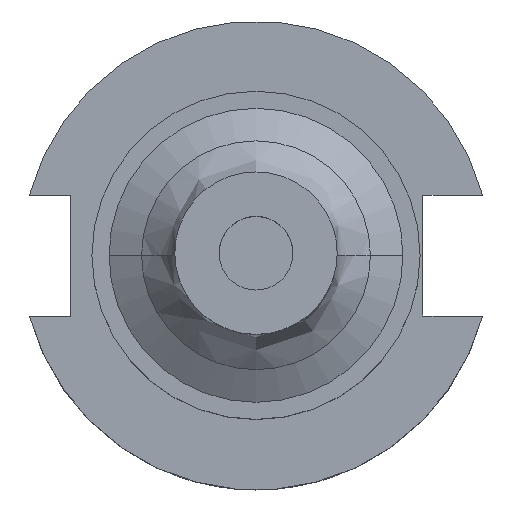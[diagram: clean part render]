
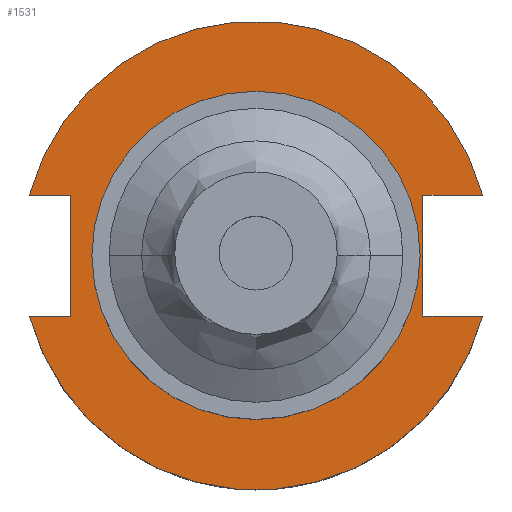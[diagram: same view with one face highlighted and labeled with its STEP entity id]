
A CAD part, top view. The second image highlights one B-rep face of the part: STEP entity #1531.
In plain terms, the highlighted planar face has unit normal (0, 0, 1).
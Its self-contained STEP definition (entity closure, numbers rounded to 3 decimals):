
#13 = CARTESIAN_POINT ( 'NONE',  ( 0., 0., 19.05 ) ) ;
#17 = DIRECTION ( 'NONE',  ( 1., 0., 0. ) ) ;
#26 = VERTEX_POINT ( 'NONE', #663 ) ;
#30 = ORIENTED_EDGE ( 'NONE', *, *, #1545, .F. ) ;
#33 = CARTESIAN_POINT ( 'NONE',  ( -25.091, 0., 19.05 ) ) ;
#41 = CARTESIAN_POINT ( 'NONE',  ( 22.606, 0., 19.05 ) ) ;
#79 = CARTESIAN_POINT ( 'NONE',  ( 0., 0., 19.05 ) ) ;
#89 = CARTESIAN_POINT ( 'NONE',  ( 0., 0., 19.05 ) ) ;
#90 = DIRECTION ( 'NONE',  ( 0., -1., 0. ) ) ;
#101 = EDGE_LOOP ( 'NONE', ( #544, #1283, #410, #30, #985, #665, #1896, #1171 ) ) ;
#122 = VECTOR ( 'NONE', #1873, 1000. ) ;
#157 = VERTEX_POINT ( 'NONE', #1391 ) ;
#170 = VERTEX_POINT ( 'NONE', #807 ) ;
#175 = FACE_OUTER_BOUND ( 'NONE', #101, .T. ) ;
#205 = DIRECTION ( 'NONE',  ( -1., 0., 0. ) ) ;
#232 = ORIENTED_EDGE ( 'NONE', *, *, #687, .F. ) ;
#235 = CARTESIAN_POINT ( 'NONE',  ( 22.606, -8.192, 19.05 ) ) ;
#238 = DIRECTION ( 'NONE',  ( 0., 0., -1. ) ) ;
#254 = CARTESIAN_POINT ( 'NONE',  ( 22.606, 8.192, 19.05 ) ) ;
#290 = VECTOR ( 'NONE', #90, 1000. ) ;
#313 = LINE ( 'NONE', #980, #1885 ) ;
#344 = LINE ( 'NONE', #1950, #1200 ) ;
#351 = CARTESIAN_POINT ( 'NONE',  ( -30.675, 8.192, 19.05 ) ) ;
#366 = EDGE_CURVE ( 'NONE', #157, #1650, #1913, .T. ) ;
#371 = VERTEX_POINT ( 'NONE', #254 ) ;
#374 = EDGE_CURVE ( 'NONE', #1115, #548, #344, .T. ) ;
#388 = EDGE_CURVE ( 'NONE', #157, #1115, #744, .T. ) ;
#410 = ORIENTED_EDGE ( 'NONE', *, *, #1055, .F. ) ;
#430 = CARTESIAN_POINT ( 'NONE',  ( 0., -8.192, 19.05 ) ) ;
#474 = ORIENTED_EDGE ( 'NONE', *, *, #1570, .F. ) ;
#476 = CIRCLE ( 'NONE', #820, 22.225 ) ;
#512 = AXIS2_PLACEMENT_3D ( 'NONE', #1271, #1952, #1959 ) ;
#544 = ORIENTED_EDGE ( 'NONE', *, *, #374, .T. ) ;
#548 = VERTEX_POINT ( 'NONE', #811 ) ;
#556 = VERTEX_POINT ( 'NONE', #950 ) ;
#563 = DIRECTION ( 'NONE',  ( 0., 0., -1. ) ) ;
#569 = LINE ( 'NONE', #41, #122 ) ;
#663 = CARTESIAN_POINT ( 'NONE',  ( 30.675, 8.192, 19.05 ) ) ;
#665 = ORIENTED_EDGE ( 'NONE', *, *, #1655, .F. ) ;
#687 = EDGE_CURVE ( 'NONE', #1040, #170, #1689, .T. ) ;
#744 = LINE ( 'NONE', #33, #290 ) ;
#782 = AXIS2_PLACEMENT_3D ( 'NONE', #1009, #563, #17 ) ;
#798 = AXIS2_PLACEMENT_3D ( 'NONE', #79, #238, #1688 ) ;
#807 = CARTESIAN_POINT ( 'NONE',  ( 0., 22.225, 19.05 ) ) ;
#811 = CARTESIAN_POINT ( 'NONE',  ( -30.675, -8.191, 19.05 ) ) ;
#820 = AXIS2_PLACEMENT_3D ( 'NONE', #89, #1035, #1886 ) ;
#938 = EDGE_LOOP ( 'NONE', ( #232, #474 ) ) ;
#950 = CARTESIAN_POINT ( 'NONE',  ( 30.675, -8.192, 19.05 ) ) ;
#980 = CARTESIAN_POINT ( 'NONE',  ( 0., 8.192, 19.05 ) ) ;
#985 = ORIENTED_EDGE ( 'NONE', *, *, #1452, .F. ) ;
#1004 = LINE ( 'NONE', #430, #1418 ) ;
#1009 = CARTESIAN_POINT ( 'NONE',  ( 0., 0., 19.05 ) ) ;
#1035 = DIRECTION ( 'NONE',  ( 0., 0., 1. ) ) ;
#1040 = VERTEX_POINT ( 'NONE', #1130 ) ;
#1055 = EDGE_CURVE ( 'NONE', #1379, #556, #1004, .T. ) ;
#1115 = VERTEX_POINT ( 'NONE', #1383 ) ;
#1130 = CARTESIAN_POINT ( 'NONE',  ( 0., -22.225, 19.05 ) ) ;
#1145 = DIRECTION ( 'NONE',  ( 1., 0., 0. ) ) ;
#1153 = DIRECTION ( 'NONE',  ( -1., 0., 0. ) ) ;
#1159 = AXIS2_PLACEMENT_3D ( 'NONE', #13, #1977, #1968 ) ;
#1171 = ORIENTED_EDGE ( 'NONE', *, *, #388, .T. ) ;
#1194 = DIRECTION ( 'NONE',  ( -1., 0., 0. ) ) ;
#1200 = VECTOR ( 'NONE', #205, 1000. ) ;
#1247 = CIRCLE ( 'NONE', #798, 31.75 ) ;
#1267 = CARTESIAN_POINT ( 'NONE',  ( 0., 8.192, 19.05 ) ) ;
#1271 = CARTESIAN_POINT ( 'NONE',  ( 31.043, -32.131, 19.05 ) ) ;
#1283 = ORIENTED_EDGE ( 'NONE', *, *, #1624, .F. ) ;
#1321 = PLANE ( 'NONE',  #512 ) ;
#1339 = FACE_BOUND ( 'NONE', #938, .T. ) ;
#1379 = VERTEX_POINT ( 'NONE', #235 ) ;
#1383 = CARTESIAN_POINT ( 'NONE',  ( -25.091, -8.191, 19.05 ) ) ;
#1391 = CARTESIAN_POINT ( 'NONE',  ( -25.091, 8.192, 19.05 ) ) ;
#1418 = VECTOR ( 'NONE', #1145, 1000. ) ;
#1452 = EDGE_CURVE ( 'NONE', #26, #371, #313, .T. ) ;
#1506 = VECTOR ( 'NONE', #1194, 1000. ) ;
#1531 = ADVANCED_FACE ( 'NONE', ( #1339, #175 ), #1321, .F. ) ;
#1545 = EDGE_CURVE ( 'NONE', #371, #1379, #569, .T. ) ;
#1553 = CIRCLE ( 'NONE', #782, 31.75 ) ;
#1570 = EDGE_CURVE ( 'NONE', #170, #1040, #476, .T. ) ;
#1624 = EDGE_CURVE ( 'NONE', #556, #548, #1247, .T. ) ;
#1650 = VERTEX_POINT ( 'NONE', #351 ) ;
#1655 = EDGE_CURVE ( 'NONE', #1650, #26, #1553, .T. ) ;
#1688 = DIRECTION ( 'NONE',  ( 1., 0., 0. ) ) ;
#1689 = CIRCLE ( 'NONE', #1159, 22.225 ) ;
#1873 = DIRECTION ( 'NONE',  ( 0., -1., 0. ) ) ;
#1885 = VECTOR ( 'NONE', #1153, 1000. ) ;
#1886 = DIRECTION ( 'NONE',  ( 0., -1., 0. ) ) ;
#1896 = ORIENTED_EDGE ( 'NONE', *, *, #366, .F. ) ;
#1913 = LINE ( 'NONE', #1267, #1506 ) ;
#1950 = CARTESIAN_POINT ( 'NONE',  ( -27.883, -8.191, 19.05 ) ) ;
#1952 = DIRECTION ( 'NONE',  ( 0., 0., -1. ) ) ;
#1959 = DIRECTION ( 'NONE',  ( -1., 0., 0. ) ) ;
#1968 = DIRECTION ( 'NONE',  ( 0., -1., 0. ) ) ;
#1977 = DIRECTION ( 'NONE',  ( 0., 0., 1. ) ) ;
